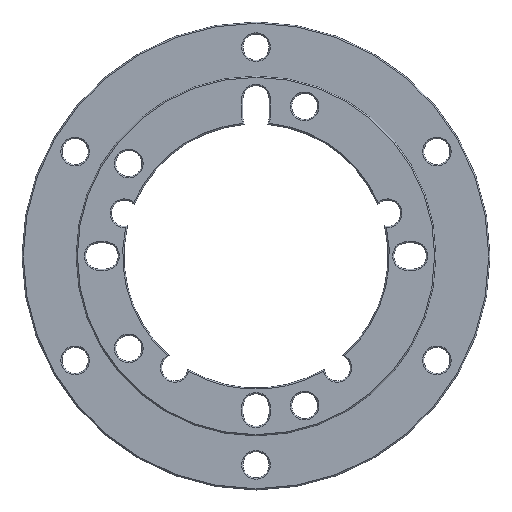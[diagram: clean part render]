
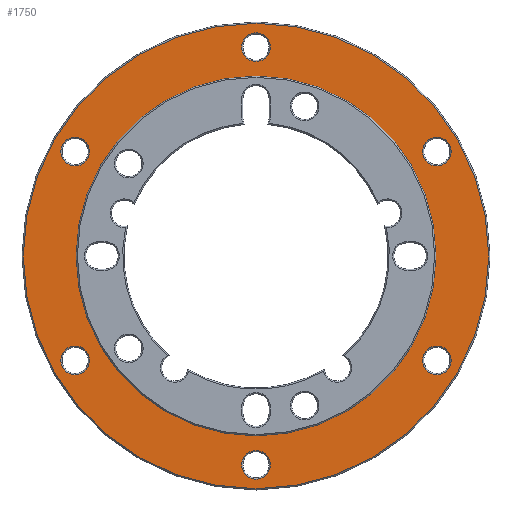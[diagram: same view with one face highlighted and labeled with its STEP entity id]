
A CAD part, top view. The second image highlights one B-rep face of the part: STEP entity #1750.
In plain terms, the highlighted planar face has unit normal (0, 0, 1).
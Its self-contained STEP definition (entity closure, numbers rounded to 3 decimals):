
#269=PLANE($,#1978);
#319=FACE_BOUND($,#601,.T.);
#320=FACE_BOUND($,#602,.T.);
#321=FACE_BOUND($,#603,.T.);
#322=FACE_BOUND($,#604,.T.);
#323=FACE_BOUND($,#605,.T.);
#324=FACE_BOUND($,#606,.T.);
#325=FACE_BOUND($,#607,.T.);
#326=FACE_BOUND($,#608,.T.);
#601=EDGE_LOOP($,(#1555));
#602=EDGE_LOOP($,(#1556));
#603=EDGE_LOOP($,(#1557));
#604=EDGE_LOOP($,(#1558));
#605=EDGE_LOOP($,(#1559));
#606=EDGE_LOOP($,(#1560));
#607=EDGE_LOOP($,(#1561));
#608=EDGE_LOOP($,(#1562));
#738=CIRCLE($,#1977,5.7);
#739=CIRCLE($,#1979,5.7);
#740=CIRCLE($,#1980,5.7);
#741=CIRCLE($,#1981,5.7);
#742=CIRCLE($,#1982,71.5);
#743=CIRCLE($,#1983,92.5);
#744=CIRCLE($,#1984,5.7);
#745=CIRCLE($,#1985,5.7);
#889=VERTEX_POINT($,#3085);
#890=VERTEX_POINT($,#3088);
#891=VERTEX_POINT($,#3090);
#892=VERTEX_POINT($,#3092);
#893=VERTEX_POINT($,#3094);
#894=VERTEX_POINT($,#3096);
#895=VERTEX_POINT($,#3098);
#896=VERTEX_POINT($,#3100);
#1118=EDGE_CURVE($,#889,#889,#738,.T.);
#1119=EDGE_CURVE($,#890,#890,#739,.T.);
#1120=EDGE_CURVE($,#891,#891,#740,.T.);
#1121=EDGE_CURVE($,#892,#892,#741,.T.);
#1122=EDGE_CURVE($,#893,#893,#742,.T.);
#1123=EDGE_CURVE($,#894,#894,#743,.T.);
#1124=EDGE_CURVE($,#895,#895,#744,.T.);
#1125=EDGE_CURVE($,#896,#896,#745,.T.);
#1555=ORIENTED_EDGE($,*,*,#1119,.F.);
#1556=ORIENTED_EDGE($,*,*,#1120,.F.);
#1557=ORIENTED_EDGE($,*,*,#1121,.F.);
#1558=ORIENTED_EDGE($,*,*,#1122,.F.);
#1559=ORIENTED_EDGE($,*,*,#1123,.F.);
#1560=ORIENTED_EDGE($,*,*,#1124,.F.);
#1561=ORIENTED_EDGE($,*,*,#1125,.F.);
#1562=ORIENTED_EDGE($,*,*,#1118,.F.);
#1750=ADVANCED_FACE($,(#319,#320,#321,#322,#323,#324,#325,#326),#269,.F.);
#1977=AXIS2_PLACEMENT_3D($,#3086,#2516,#2517);
#1978=AXIS2_PLACEMENT_3D($,#3087,#2518,#2519);
#1979=AXIS2_PLACEMENT_3D($,#3089,#2520,#2521);
#1980=AXIS2_PLACEMENT_3D($,#3091,#2522,#2523);
#1981=AXIS2_PLACEMENT_3D($,#3093,#2524,#2525);
#1982=AXIS2_PLACEMENT_3D($,#3095,#2526,#2527);
#1983=AXIS2_PLACEMENT_3D($,#3097,#2528,#2529);
#1984=AXIS2_PLACEMENT_3D($,#3099,#2530,#2531);
#1985=AXIS2_PLACEMENT_3D($,#3101,#2532,#2533);
#2516=DIRECTION('center_axis',(0.,0.,1.));
#2517=DIRECTION('ref_axis',(-1.,0.,0.));
#2518=DIRECTION('center_axis',(0.,0.,-1.));
#2519=DIRECTION('ref_axis',(-1.,0.,0.));
#2520=DIRECTION('center_axis',(0.,0.,1.));
#2521=DIRECTION('ref_axis',(-1.,0.,0.));
#2522=DIRECTION('center_axis',(0.,0.,1.));
#2523=DIRECTION('ref_axis',(-1.,0.,0.));
#2524=DIRECTION('center_axis',(0.,0.,1.));
#2525=DIRECTION('ref_axis',(-1.,0.,0.));
#2526=DIRECTION('center_axis',(0.,0.,1.));
#2527=DIRECTION('ref_axis',(-1.,0.,0.));
#2528=DIRECTION('center_axis',(0.,0.,-1.));
#2529=DIRECTION('ref_axis',(-1.,0.,0.));
#2530=DIRECTION('center_axis',(0.,0.,1.));
#2531=DIRECTION('ref_axis',(-1.,0.,0.));
#2532=DIRECTION('center_axis',(0.,0.,1.));
#2533=DIRECTION('ref_axis',(-1.,0.,0.));
#3085=CARTESIAN_POINT('',(77.58,-41.5,3.));
#3086=CARTESIAN_POINT('Origin',(71.88,-41.5,3.));
#3087=CARTESIAN_POINT('Origin',(0.,0.,3.));
#3088=CARTESIAN_POINT('',(77.58,41.5,3.));
#3089=CARTESIAN_POINT('Origin',(71.88,41.5,3.));
#3090=CARTESIAN_POINT('',(-66.18,41.5,3.));
#3091=CARTESIAN_POINT('Origin',(-71.88,41.5,3.));
#3092=CARTESIAN_POINT('',(5.7,-83.,3.));
#3093=CARTESIAN_POINT('Origin',(0.,-83.,3.));
#3094=CARTESIAN_POINT('',(71.5,0.,3.));
#3095=CARTESIAN_POINT('Origin',(0.,0.,3.));
#3096=CARTESIAN_POINT('',(92.5,0.,3.));
#3097=CARTESIAN_POINT('Origin',(0.,0.,3.));
#3098=CARTESIAN_POINT('',(-66.18,-41.5,3.));
#3099=CARTESIAN_POINT('Origin',(-71.88,-41.5,3.));
#3100=CARTESIAN_POINT('',(5.7,83.,3.));
#3101=CARTESIAN_POINT('Origin',(0.,83.,3.));
